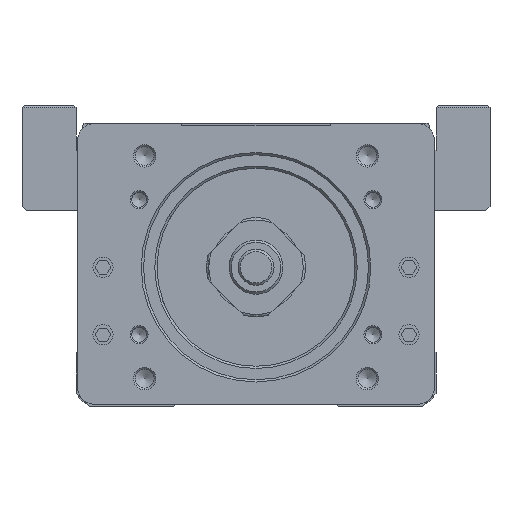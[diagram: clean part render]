
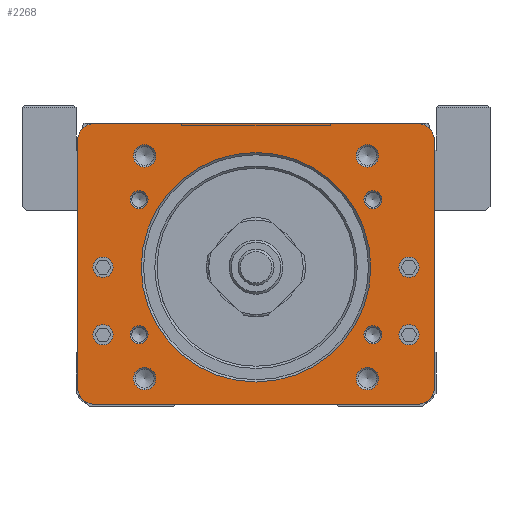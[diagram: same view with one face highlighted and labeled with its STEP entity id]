
A CAD part, front view. The second image highlights one B-rep face of the part: STEP entity #2268.
In plain terms, the highlighted planar face has unit normal (0, -1, 0).
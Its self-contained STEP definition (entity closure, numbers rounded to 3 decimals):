
#1184=FACE_BOUND('',#5659,.T.);
#1185=FACE_BOUND('',#5660,.T.);
#1186=FACE_BOUND('',#5661,.T.);
#1187=FACE_BOUND('',#5662,.T.);
#1188=FACE_BOUND('',#5663,.T.);
#1189=FACE_BOUND('',#5664,.T.);
#1190=FACE_BOUND('',#5665,.T.);
#1191=FACE_BOUND('',#5666,.T.);
#1192=FACE_BOUND('',#5667,.T.);
#1193=FACE_BOUND('',#5668,.T.);
#1194=FACE_BOUND('',#5669,.T.);
#1195=FACE_BOUND('',#5670,.T.);
#1196=FACE_BOUND('',#5671,.T.);
#1197=FACE_BOUND('',#5672,.T.);
#2268=ADVANCED_FACE('',(#1184,#1185,#1186,#1187,#1188,#1189,#1190,#1191,
#1192,#1193,#1194,#1195,#1196,#1197),#3441,.T.);
#3441=PLANE('',#24328);
#5659=EDGE_LOOP('',(#9657));
#5660=EDGE_LOOP('',(#9658));
#5661=EDGE_LOOP('',(#9659));
#5662=EDGE_LOOP('',(#9660));
#5663=EDGE_LOOP('',(#9661));
#5664=EDGE_LOOP('',(#9662));
#5665=EDGE_LOOP('',(#9663));
#5666=EDGE_LOOP('',(#9664));
#5667=EDGE_LOOP('',(#9665));
#5668=EDGE_LOOP('',(#9666));
#5669=EDGE_LOOP('',(#9667));
#5670=EDGE_LOOP('',(#9668));
#5671=EDGE_LOOP('',(#9669));
#5672=EDGE_LOOP('',(#9670,#9671,#9672,#9673,#9674,#9675,#9676,#9677));
#7034=CIRCLE('',#24152,4.);
#7035=CIRCLE('',#24154,4.);
#7036=CIRCLE('',#24156,2.);
#7037=CIRCLE('',#24158,2.);
#7038=CIRCLE('',#24160,2.);
#7039=CIRCLE('',#24162,2.);
#7040=CIRCLE('',#24164,2.5);
#7041=CIRCLE('',#24166,2.5);
#7042=CIRCLE('',#24168,2.5);
#7043=CIRCLE('',#24170,2.5);
#7044=CIRCLE('',#24172,25.5);
#7049=CIRCLE('',#24181,2.25);
#7051=CIRCLE('',#24184,2.25);
#7053=CIRCLE('',#24187,2.25);
#7055=CIRCLE('',#24190,2.25);
#7112=CIRCLE('',#24324,4.);
#7114=CIRCLE('',#24327,4.);
#9657=ORIENTED_EDGE('',*,*,#16975,.T.);
#9658=ORIENTED_EDGE('',*,*,#16974,.T.);
#9659=ORIENTED_EDGE('',*,*,#16973,.T.);
#9660=ORIENTED_EDGE('',*,*,#16972,.T.);
#9661=ORIENTED_EDGE('',*,*,#16971,.T.);
#9662=ORIENTED_EDGE('',*,*,#16970,.T.);
#9663=ORIENTED_EDGE('',*,*,#16969,.T.);
#9664=ORIENTED_EDGE('',*,*,#16968,.T.);
#9665=ORIENTED_EDGE('',*,*,#16967,.T.);
#9666=ORIENTED_EDGE('',*,*,#16987,.T.);
#9667=ORIENTED_EDGE('',*,*,#16985,.T.);
#9668=ORIENTED_EDGE('',*,*,#16983,.T.);
#9669=ORIENTED_EDGE('',*,*,#16981,.T.);
#9670=ORIENTED_EDGE('',*,*,#17159,.T.);
#9671=ORIENTED_EDGE('',*,*,#17162,.T.);
#9672=ORIENTED_EDGE('',*,*,#17163,.T.);
#9673=ORIENTED_EDGE('',*,*,#17087,.T.);
#9674=ORIENTED_EDGE('',*,*,#16965,.T.);
#9675=ORIENTED_EDGE('',*,*,#17029,.T.);
#9676=ORIENTED_EDGE('',*,*,#16962,.T.);
#9677=ORIENTED_EDGE('',*,*,#17080,.T.);
#14520=VERTEX_POINT('',#35165);
#14521=VERTEX_POINT('',#35167);
#14522=VERTEX_POINT('',#35171);
#14523=VERTEX_POINT('',#35173);
#14524=VERTEX_POINT('',#35177);
#14525=VERTEX_POINT('',#35180);
#14526=VERTEX_POINT('',#35183);
#14527=VERTEX_POINT('',#35186);
#14528=VERTEX_POINT('',#35189);
#14529=VERTEX_POINT('',#35192);
#14530=VERTEX_POINT('',#35195);
#14531=VERTEX_POINT('',#35198);
#14532=VERTEX_POINT('',#35201);
#14537=VERTEX_POINT('',#35216);
#14539=VERTEX_POINT('',#35221);
#14541=VERTEX_POINT('',#35226);
#14543=VERTEX_POINT('',#35231);
#14605=VERTEX_POINT('',#35530);
#14610=VERTEX_POINT('',#35544);
#14667=VERTEX_POINT('',#35859);
#14669=VERTEX_POINT('',#35865);
#16962=EDGE_CURVE('',#14521,#14520,#7034,.T.);
#16965=EDGE_CURVE('',#14523,#14522,#7035,.T.);
#16967=EDGE_CURVE('',#14524,#14524,#7036,.T.);
#16968=EDGE_CURVE('',#14525,#14525,#7037,.T.);
#16969=EDGE_CURVE('',#14526,#14526,#7038,.T.);
#16970=EDGE_CURVE('',#14527,#14527,#7039,.T.);
#16971=EDGE_CURVE('',#14528,#14528,#7040,.T.);
#16972=EDGE_CURVE('',#14529,#14529,#7041,.T.);
#16973=EDGE_CURVE('',#14530,#14530,#7042,.T.);
#16974=EDGE_CURVE('',#14531,#14531,#7043,.T.);
#16975=EDGE_CURVE('',#14532,#14532,#7044,.T.);
#16981=EDGE_CURVE('',#14537,#14537,#7049,.T.);
#16983=EDGE_CURVE('',#14539,#14539,#7051,.T.);
#16985=EDGE_CURVE('',#14541,#14541,#7053,.T.);
#16987=EDGE_CURVE('',#14543,#14543,#7055,.T.);
#17029=EDGE_CURVE('',#14522,#14521,#19833,.T.);
#17080=EDGE_CURVE('',#14520,#14605,#19858,.T.);
#17087=EDGE_CURVE('',#14610,#14523,#19865,.T.);
#17159=EDGE_CURVE('',#14605,#14667,#7112,.T.);
#17162=EDGE_CURVE('',#14667,#14669,#19893,.T.);
#17163=EDGE_CURVE('',#14669,#14610,#7114,.T.);
#19833=LINE('',#35376,#22045);
#19858=LINE('',#35531,#22070);
#19865=LINE('',#35543,#22077);
#19893=LINE('',#35864,#22105);
#22045=VECTOR('',#27723,1.);
#22070=VECTOR('',#27848,1.);
#22077=VECTOR('',#27857,1.);
#22105=VECTOR('',#27997,1.);
#24152=AXIS2_PLACEMENT_3D('',#35166,#27562,#27563);
#24154=AXIS2_PLACEMENT_3D('',#35172,#27568,#27569);
#24156=AXIS2_PLACEMENT_3D('',#35176,#27573,#27574);
#24158=AXIS2_PLACEMENT_3D('',#35179,#27577,#27578);
#24160=AXIS2_PLACEMENT_3D('',#35182,#27581,#27582);
#24162=AXIS2_PLACEMENT_3D('',#35185,#27585,#27586);
#24164=AXIS2_PLACEMENT_3D('',#35188,#27589,#27590);
#24166=AXIS2_PLACEMENT_3D('',#35191,#27593,#27594);
#24168=AXIS2_PLACEMENT_3D('',#35194,#27597,#27598);
#24170=AXIS2_PLACEMENT_3D('',#35197,#27601,#27602);
#24172=AXIS2_PLACEMENT_3D('',#35200,#27605,#27606);
#24181=AXIS2_PLACEMENT_3D('',#35215,#27624,#27625);
#24184=AXIS2_PLACEMENT_3D('',#35220,#27630,#27631);
#24187=AXIS2_PLACEMENT_3D('',#35225,#27636,#27637);
#24190=AXIS2_PLACEMENT_3D('',#35230,#27642,#27643);
#24324=AXIS2_PLACEMENT_3D('',#35858,#27990,#27991);
#24327=AXIS2_PLACEMENT_3D('',#35866,#27998,#27999);
#24328=AXIS2_PLACEMENT_3D('',#35867,#28000,#28001);
#27562=DIRECTION('',(0.,-1.,0.));
#27563=DIRECTION('',(1.,0.,0.));
#27568=DIRECTION('',(0.,-1.,0.));
#27569=DIRECTION('',(1.,0.,0.));
#27573=DIRECTION('',(0.,1.,0.));
#27574=DIRECTION('',(0.,0.,-1.));
#27577=DIRECTION('',(0.,1.,0.));
#27578=DIRECTION('',(0.,0.,-1.));
#27581=DIRECTION('',(0.,1.,0.));
#27582=DIRECTION('',(0.,0.,-1.));
#27585=DIRECTION('',(0.,1.,0.));
#27586=DIRECTION('',(0.,0.,-1.));
#27589=DIRECTION('',(0.,1.,0.));
#27590=DIRECTION('',(0.,0.,-1.));
#27593=DIRECTION('',(0.,1.,0.));
#27594=DIRECTION('',(0.,0.,-1.));
#27597=DIRECTION('',(0.,1.,0.));
#27598=DIRECTION('',(0.,0.,-1.));
#27601=DIRECTION('',(0.,1.,0.));
#27602=DIRECTION('',(0.,0.,-1.));
#27605=DIRECTION('',(0.,1.,0.));
#27606=DIRECTION('',(0.,0.,-1.));
#27624=DIRECTION('',(0.,1.,0.));
#27625=DIRECTION('',(0.,0.,-1.));
#27630=DIRECTION('',(0.,1.,0.));
#27631=DIRECTION('',(0.,0.,-1.));
#27636=DIRECTION('',(0.,1.,0.));
#27637=DIRECTION('',(0.,0.,-1.));
#27642=DIRECTION('',(0.,1.,0.));
#27643=DIRECTION('',(0.,0.,-1.));
#27723=DIRECTION('',(-1.,0.,0.));
#27848=DIRECTION('',(0.,0.,-1.));
#27857=DIRECTION('',(0.,0.,1.));
#27990=DIRECTION('',(0.,-1.,0.));
#27991=DIRECTION('',(1.,0.,0.));
#27997=DIRECTION('',(1.,0.,0.));
#27998=DIRECTION('',(0.,-1.,0.));
#27999=DIRECTION('',(1.,0.,0.));
#28000=DIRECTION('',(0.,-1.,0.));
#28001=DIRECTION('',(0.,0.,1.));
#35165=CARTESIAN_POINT('',(-39.7,-243.7,40.));
#35166=CARTESIAN_POINT('',(-35.7,-243.7,40.));
#35167=CARTESIAN_POINT('',(-35.7,-243.7,44.));
#35171=CARTESIAN_POINT('',(35.7,-243.7,44.));
#35172=CARTESIAN_POINT('',(35.7,-243.7,40.));
#35173=CARTESIAN_POINT('',(39.7,-243.7,40.));
#35176=CARTESIAN_POINT('',(-25.981,-243.7,27.));
#35177=CARTESIAN_POINT('',(-25.981,-243.7,25.));
#35179=CARTESIAN_POINT('',(-25.981,-243.7,-3.));
#35180=CARTESIAN_POINT('',(-25.981,-243.7,-5.));
#35182=CARTESIAN_POINT('',(25.981,-243.7,27.));
#35183=CARTESIAN_POINT('',(25.981,-243.7,25.));
#35185=CARTESIAN_POINT('',(25.981,-243.7,-3.));
#35186=CARTESIAN_POINT('',(25.981,-243.7,-5.));
#35188=CARTESIAN_POINT('',(24.749,-243.7,36.749));
#35189=CARTESIAN_POINT('',(24.749,-243.7,34.249));
#35191=CARTESIAN_POINT('',(24.749,-243.7,-12.749));
#35192=CARTESIAN_POINT('',(24.749,-243.7,-15.249));
#35194=CARTESIAN_POINT('',(-24.749,-243.7,-12.749));
#35195=CARTESIAN_POINT('',(-24.749,-243.7,-15.249));
#35197=CARTESIAN_POINT('',(-24.749,-243.7,36.749));
#35198=CARTESIAN_POINT('',(-24.749,-243.7,34.249));
#35200=CARTESIAN_POINT('',(0.,-243.7,12.));
#35201=CARTESIAN_POINT('',(0.,-243.7,-13.5));
#35215=CARTESIAN_POINT('',(34.,-243.7,12.));
#35216=CARTESIAN_POINT('',(34.,-243.7,9.75));
#35220=CARTESIAN_POINT('',(34.,-243.7,-3.));
#35221=CARTESIAN_POINT('',(34.,-243.7,-5.25));
#35225=CARTESIAN_POINT('',(-34.,-243.7,12.));
#35226=CARTESIAN_POINT('',(-34.,-243.7,9.75));
#35230=CARTESIAN_POINT('',(-34.,-243.7,-3.));
#35231=CARTESIAN_POINT('',(-34.,-243.7,-5.25));
#35376=CARTESIAN_POINT('',(35.7,-243.7,44.));
#35530=CARTESIAN_POINT('',(-39.7,-243.7,-14.5));
#35531=CARTESIAN_POINT('',(-39.7,-243.7,40.));
#35543=CARTESIAN_POINT('',(39.7,-243.7,-14.5));
#35544=CARTESIAN_POINT('',(39.7,-243.7,-14.5));
#35858=CARTESIAN_POINT('',(-35.7,-243.7,-14.5));
#35859=CARTESIAN_POINT('',(-35.7,-243.7,-18.5));
#35864=CARTESIAN_POINT('',(-35.7,-243.7,-18.5));
#35865=CARTESIAN_POINT('',(35.7,-243.7,-18.5));
#35866=CARTESIAN_POINT('',(35.7,-243.7,-14.5));
#35867=CARTESIAN_POINT('',(-35.7,-243.7,-14.5));
